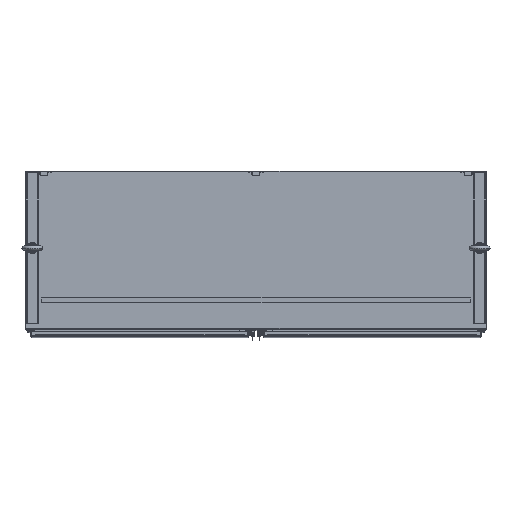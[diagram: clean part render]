
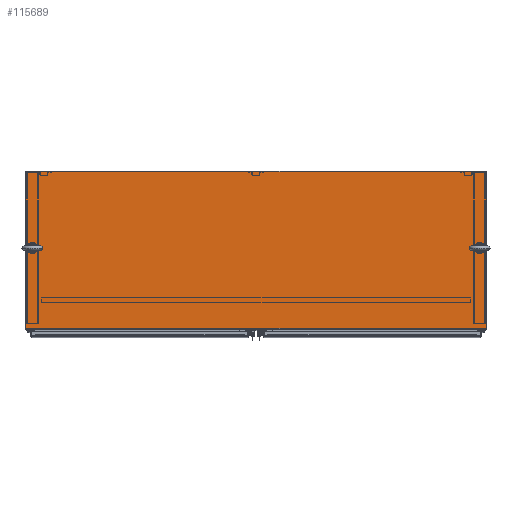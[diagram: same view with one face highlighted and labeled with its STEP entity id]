
A CAD part, top view. The second image highlights one B-rep face of the part: STEP entity #115689.
In plain terms, the highlighted planar face has unit normal (0, 0, 1).
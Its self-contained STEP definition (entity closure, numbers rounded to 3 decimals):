
#332 = VECTOR ( 'NONE', #116683, 39.37 ) ;
#431 = VERTEX_POINT ( 'NONE', #56935 ) ;
#4842 = CARTESIAN_POINT ( 'NONE',  ( -34.937, -11.908, 36.063 ) ) ;
#6890 = CARTESIAN_POINT ( 'NONE',  ( -34.593, -11.908, 36.063 ) ) ;
#7994 = EDGE_CURVE ( 'NONE', #101777, #76676, #90089, .T. ) ;
#9021 = CARTESIAN_POINT ( 'NONE',  ( 35.936, 0.03, 36.063 ) ) ;
#9880 = AXIS2_PLACEMENT_3D ( 'NONE', #87502, #40546, #117502 ) ;
#12804 = LINE ( 'NONE', #70337, #332 ) ;
#13138 = DIRECTION ( 'NONE',  ( 1., 0., 0. ) ) ;
#18082 = ORIENTED_EDGE ( 'NONE', *, *, #63434, .T. ) ;
#19122 = AXIS2_PLACEMENT_3D ( 'NONE', #4842, #23577, #99341 ) ;
#19938 = ORIENTED_EDGE ( 'NONE', *, *, #72502, .T. ) ;
#20052 = DIRECTION ( 'NONE',  ( 0., 0., -1. ) ) ;
#23006 = FACE_BOUND ( 'NONE', #96672, .T. ) ;
#23577 = DIRECTION ( 'NONE',  ( 0., 0., -1. ) ) ;
#25641 = CARTESIAN_POINT ( 'NONE',  ( -35.937, 0.03, 36.063 ) ) ;
#31243 = EDGE_CURVE ( 'NONE', #43540, #41235, #123383, .T. ) ;
#31273 = CARTESIAN_POINT ( 'NONE',  ( -34.937, -11.908, 36.063 ) ) ;
#31710 = VECTOR ( 'NONE', #75168, 39.37 ) ;
#33709 = CARTESIAN_POINT ( 'NONE',  ( 35.936, 0.03, 36.063 ) ) ;
#34136 = ORIENTED_EDGE ( 'NONE', *, *, #7994, .F. ) ;
#36434 = CIRCLE ( 'NONE', #80411, 0.344 ) ;
#38830 = CARTESIAN_POINT ( 'NONE',  ( -35.937, -24.42, 36.063 ) ) ;
#40546 = DIRECTION ( 'NONE',  ( 0., 0., 1. ) ) ;
#41235 = VERTEX_POINT ( 'NONE', #48842 ) ;
#41780 = FACE_BOUND ( 'NONE', #111697, .T. ) ;
#43540 = VERTEX_POINT ( 'NONE', #38830 ) ;
#44015 = ORIENTED_EDGE ( 'NONE', *, *, #63600, .F. ) ;
#44809 = DIRECTION ( 'NONE',  ( 1., 0., 0. ) ) ;
#48842 = CARTESIAN_POINT ( 'NONE',  ( 35.936, -24.42, 36.063 ) ) ;
#49310 = PLANE ( 'NONE',  #9880 ) ;
#50387 = DIRECTION ( 'NONE',  ( 0., 0., -1. ) ) ;
#51112 = CIRCLE ( 'NONE', #19122, 0.344 ) ;
#51235 = CIRCLE ( 'NONE', #71221, 0.344 ) ;
#54574 = EDGE_CURVE ( 'NONE', #76676, #41235, #12804, .T. ) ;
#56935 = CARTESIAN_POINT ( 'NONE',  ( -35.28, -11.908, 36.063 ) ) ;
#57103 = VERTEX_POINT ( 'NONE', #60276 ) ;
#57598 = VERTEX_POINT ( 'NONE', #6890 ) ;
#59738 = CARTESIAN_POINT ( 'NONE',  ( 34.936, -11.908, 36.063 ) ) ;
#60276 = CARTESIAN_POINT ( 'NONE',  ( 34.593, -11.908, 36.063 ) ) ;
#60302 = AXIS2_PLACEMENT_3D ( 'NONE', #59738, #50387, #98592 ) ;
#61988 = ORIENTED_EDGE ( 'NONE', *, *, #54574, .F. ) ;
#62548 = CARTESIAN_POINT ( 'NONE',  ( -35.937, 0.03, 36.063 ) ) ;
#63103 = EDGE_CURVE ( 'NONE', #57103, #80678, #94383, .T. ) ;
#63434 = EDGE_CURVE ( 'NONE', #431, #57598, #36434, .T. ) ;
#63600 = EDGE_CURVE ( 'NONE', #43540, #101777, #73137, .T. ) ;
#68350 = CARTESIAN_POINT ( 'NONE',  ( 35.28, -11.908, 36.063 ) ) ;
#70337 = CARTESIAN_POINT ( 'NONE',  ( 35.936, -24.563, 36.063 ) ) ;
#71221 = AXIS2_PLACEMENT_3D ( 'NONE', #121749, #82367, #44809 ) ;
#72502 = EDGE_CURVE ( 'NONE', #80678, #57103, #51235, .T. ) ;
#73137 = LINE ( 'NONE', #62548, #92395 ) ;
#74920 = EDGE_LOOP ( 'NONE', ( #61988, #34136, #44015, #98239 ) ) ;
#75168 = DIRECTION ( 'NONE',  ( 1., 0., 0. ) ) ;
#76676 = VERTEX_POINT ( 'NONE', #9021 ) ;
#79313 = FACE_OUTER_BOUND ( 'NONE', #74920, .T. ) ;
#80411 = AXIS2_PLACEMENT_3D ( 'NONE', #31273, #20052, #13138 ) ;
#80678 = VERTEX_POINT ( 'NONE', #68350 ) ;
#82367 = DIRECTION ( 'NONE',  ( 0., 0., -1. ) ) ;
#87502 = CARTESIAN_POINT ( 'NONE',  ( -35.937, -24.563, 36.063 ) ) ;
#90089 = LINE ( 'NONE', #33709, #115694 ) ;
#90717 = DIRECTION ( 'NONE',  ( 1., 0., 0. ) ) ;
#92395 = VECTOR ( 'NONE', #100754, 39.37 ) ;
#94383 = CIRCLE ( 'NONE', #60302, 0.344 ) ;
#95847 = CARTESIAN_POINT ( 'NONE',  ( -35.937, -24.42, 36.063 ) ) ;
#96672 = EDGE_LOOP ( 'NONE', ( #19938, #104420 ) ) ;
#98239 = ORIENTED_EDGE ( 'NONE', *, *, #31243, .T. ) ;
#98592 = DIRECTION ( 'NONE',  ( 1., 0., 0. ) ) ;
#99341 = DIRECTION ( 'NONE',  ( 1., 0., 0. ) ) ;
#100754 = DIRECTION ( 'NONE',  ( 0., 1., 0. ) ) ;
#101777 = VERTEX_POINT ( 'NONE', #25641 ) ;
#103364 = ORIENTED_EDGE ( 'NONE', *, *, #108757, .T. ) ;
#104420 = ORIENTED_EDGE ( 'NONE', *, *, #63103, .T. ) ;
#108757 = EDGE_CURVE ( 'NONE', #57598, #431, #51112, .T. ) ;
#111697 = EDGE_LOOP ( 'NONE', ( #103364, #18082 ) ) ;
#115689 = ADVANCED_FACE ( 'NONE', ( #41780, #79313, #23006 ), #49310, .T. ) ;
#115694 = VECTOR ( 'NONE', #90717, 39.37 ) ;
#116683 = DIRECTION ( 'NONE',  ( 0., -1., 0. ) ) ;
#117502 = DIRECTION ( 'NONE',  ( 1., 0., 0. ) ) ;
#121749 = CARTESIAN_POINT ( 'NONE',  ( 34.936, -11.908, 36.063 ) ) ;
#123383 = LINE ( 'NONE', #95847, #31710 ) ;
